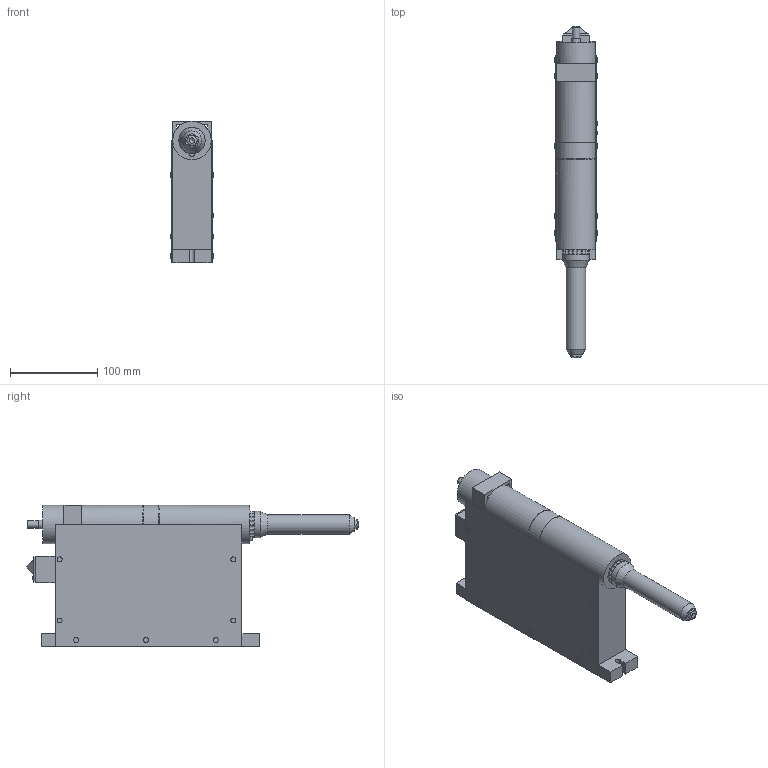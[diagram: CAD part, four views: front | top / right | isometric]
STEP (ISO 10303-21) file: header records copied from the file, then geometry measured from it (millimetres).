
FILE_DESCRIPTION(/* description */ (''),/* implementation_level */ '2;1');
FILE_NAME(/* name */ 'Nyt3.stp',/* time_stamp */ '2019-01-09T14:52:17+01:00',/* author */ ('havel'),/* organization */ ('BAEST'),/* preprocessor_version */ 'ST-DEVELOPER v17.2',/* originating_system */ 'Autodesk Inventor 2019',/* authorisation */ '');
FILE_SCHEMA (('AUTOMOTIVE_DESIGN { 1 0 10303 214 3 1 1 }'));
Length unit declared in the file: millimetre
Products named in the file (4): Nyt3; Body_Obal_1; Cap03; Head03
Assembly tree (3 placements, depth 2):
  Nyt3
    Body_Obal_1
    Cap03
    Head03
Bounding box: 49.3 x 380.52 x 162 mm (x, y, z)
Volume: 852022.5 mm3; surface area: 228497.3 mm2
Topology: 3 solids, 3 shells, 324 faces, 878 edges, 601 vertices
Faces by surface type: plane 234, cylinder 76, cone 12, torus 1, bspline 1
Full cylindrical faces by diameter (mm): 2.5 x2, 3 x1, 3.8 x1, 4.5 x4, 5 x1, 5.7 x14, 6 x1, 7.5 x1, 8.3 x1, 8.92 x1, 9.728 x1, 10 x2, 12 x1, 15.9 x1, 18.7 x2, 19 x1, 19.2 x1, 22 x1, 22.38 x1, 23 x1, 24 x1, 25 x2, 30 x1, 34.8 x1, 40 x1, 44 x4
Entity records: 11036 total; most frequent: CARTESIAN_POINT 1940, DIRECTION 1808, ORIENTED_EDGE 1752, EDGE_CURVE 876, AXIS2_PLACEMENT_3D 610, VERTEX_POINT 601, LINE 588, VECTOR 588
